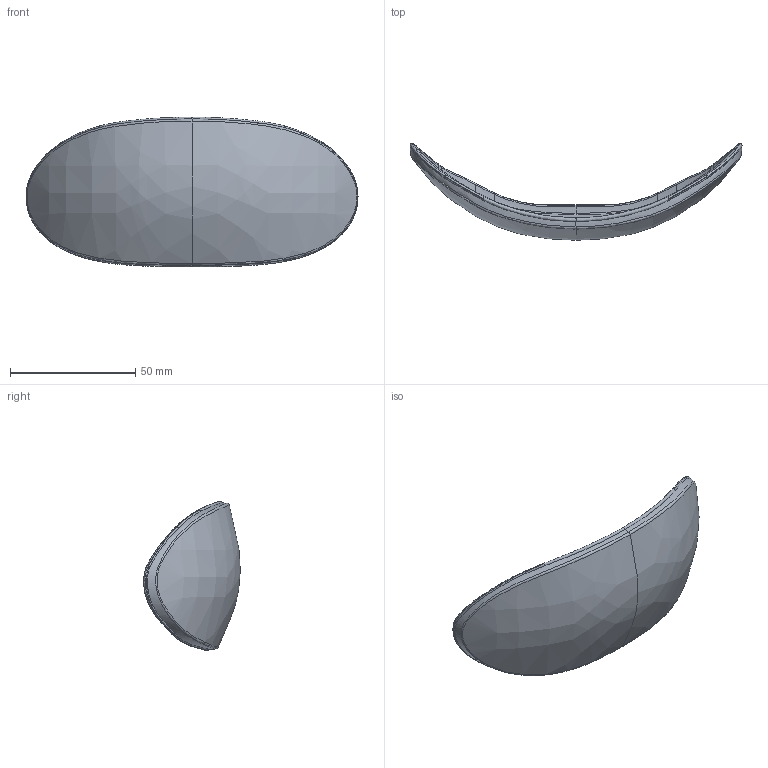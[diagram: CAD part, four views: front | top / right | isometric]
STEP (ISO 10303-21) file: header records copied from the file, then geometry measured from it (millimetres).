
FILE_DESCRIPTION(/* description */ (''),/* implementation_level */ '2;1');
FILE_NAME(/* name */ 'b9ddaf0f-bd4b-4f53-93ea-8b50ffe00b70.stp',/* time_stamp */ '2019-09-01T13:14:00-06:00',/* author */ ('sridharPR5JY'),/* organization */ (''),/* preprocessor_version */ 'ST-DEVELOPER v18',/* originating_system */ 'Autodesk Translation Framework v8.2.0.1029',/* authorisation */ '');
FILE_SCHEMA (('AUTOMOTIVE_DESIGN { 1 0 10303 214 3 1 1 }'));
Products named in the file (1): EYE_LENS
Bounding box: 132.3 x 38.48 x 59.71 mm (x, y, z)
Volume: 16636.9 mm3; surface area: 17425.8 mm2
Topology: 1 solids, 1 shells, 114 faces, 264 edges, 152 vertices
Faces by surface type: bspline 114
Entity records: 32355 total; most frequent: CARTESIAN_POINT 30482, ORIENTED_EDGE 528, EDGE_CURVE 264, B_SPLINE_CURVE_WITH_KNOTS 180, VERTEX_POINT 152, DIRECTION 148, FACE_OUTER_BOUND 114, EDGE_LOOP 114
